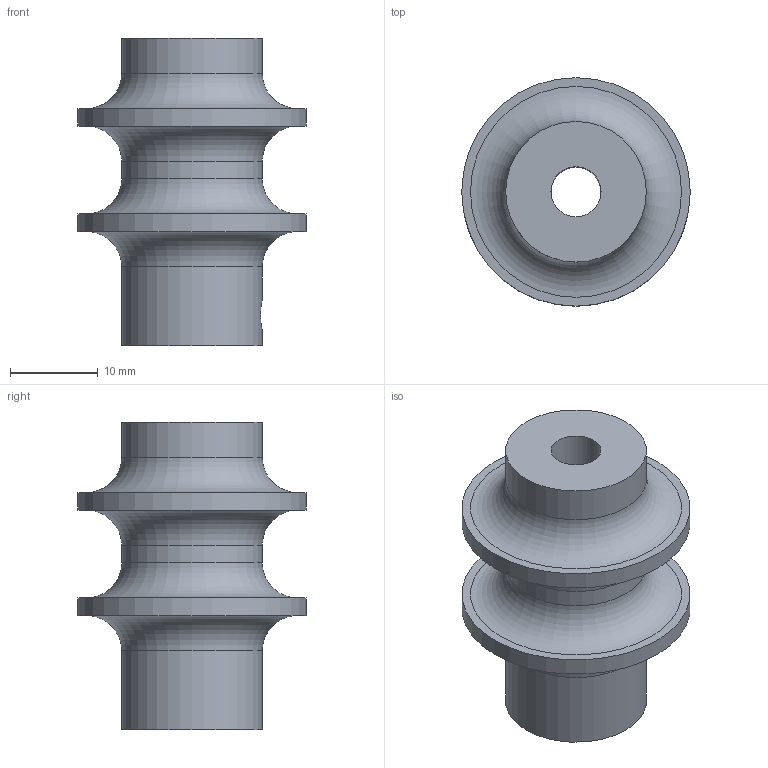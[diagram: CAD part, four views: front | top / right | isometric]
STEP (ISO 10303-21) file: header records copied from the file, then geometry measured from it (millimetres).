
FILE_DESCRIPTION(/* description */ (''),/* implementation_level */ '2;1');
FILE_NAME(/* name */ 'eje-largo-0.3.stp',/* time_stamp */ '2015-09-21T10:45:20+02:00',/* author */ ('Startic'),/* organization */ (''),/* preprocessor_version */ 'ST-DEVELOPER v16.1',/* originating_system */ 'Autodesk Inventor LT ',/* authorisation */ '');
FILE_SCHEMA (('AUTOMOTIVE_DESIGN { 1 0 10303 214 3 1 1 }'));
Length unit declared in the file: millimetre
Products named in the file (1): eje-largo-0.3
Bounding box: 26 x 26 x 35 mm (x, y, z)
Volume: 8085.5 mm3; surface area: 3976.9 mm2
Topology: 1 solids, 1 shells, 23 faces, 49 edges, 32 vertices
Faces by surface type: plane 11, cylinder 8, torus 4
Full cylindrical faces by diameter (mm): 3.5 x2, 5.7 x1, 16 x3, 26 x2
Entity records: 622 total; most frequent: CARTESIAN_POINT 150, DIRECTION 96, ORIENTED_EDGE 64, EDGE_LOOP 46, AXIS2_PLACEMENT_3D 42, EDGE_CURVE 32, VERTEX_POINT 28, FACE_BOUND 23
